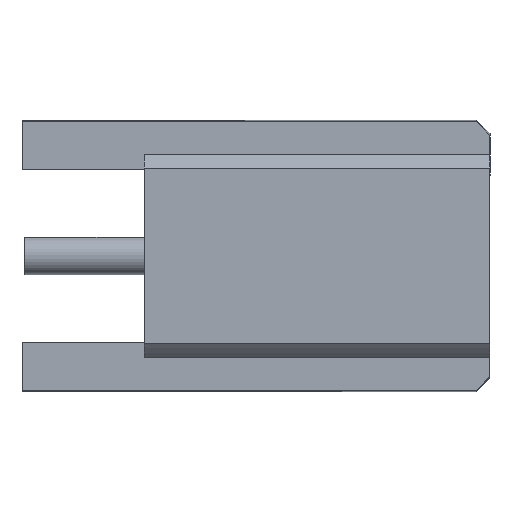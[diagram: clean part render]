
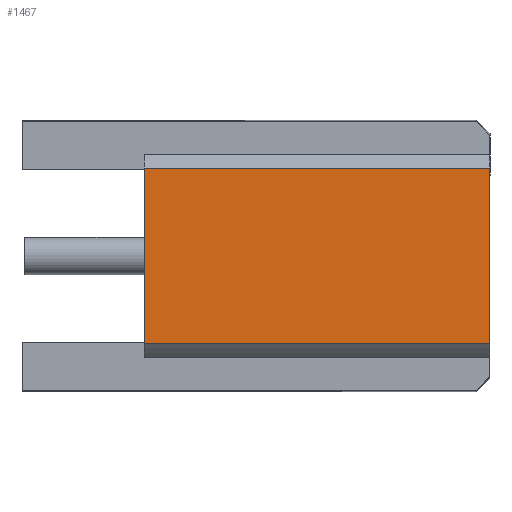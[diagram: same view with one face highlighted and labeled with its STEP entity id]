
A CAD part, top view. The second image highlights one B-rep face of the part: STEP entity #1467.
In plain terms, the highlighted planar face has unit normal (0, 0, 1).
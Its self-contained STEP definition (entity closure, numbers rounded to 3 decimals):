
#85 = EDGE_CURVE ( 'NONE', #2056, #2053, #2134, .T. ) ;
#92 = AXIS2_PLACEMENT_3D ( 'NONE', #956, #951, #950 ) ;
#206 = EDGE_CURVE ( 'NONE', #2053, #2168, #2152, .T. ) ;
#239 = EDGE_CURVE ( 'NONE', #2168, #1648, #2145, .T. ) ;
#301 = EDGE_CURVE ( 'NONE', #1648, #2056, #441, .T. ) ;
#427 = VECTOR ( 'NONE', #1075, 1000. ) ;
#441 = LINE ( 'NONE', #1067, #427 ) ;
#515 = FACE_OUTER_BOUND ( 'NONE', #1809, .T. ) ;
#743 = CARTESIAN_POINT ( 'NONE',  ( -38.791, 46.713, -6.795 ) ) ;
#759 = CARTESIAN_POINT ( 'NONE',  ( -38.791, 44.125, -6.795 ) ) ;
#778 = CARTESIAN_POINT ( 'NONE',  ( -33.691, 46.713, -6.795 ) ) ;
#789 = CARTESIAN_POINT ( 'NONE',  ( -33.691, 44.125, -6.795 ) ) ;
#950 = DIRECTION ( 'NONE',  ( 0., 1., 0. ) ) ;
#951 = DIRECTION ( 'NONE',  ( 0., 0., -1. ) ) ;
#953 = PLANE ( 'NONE',  #92 ) ;
#956 = CARTESIAN_POINT ( 'NONE',  ( -44.691, 46.919, -6.795 ) ) ;
#1067 = CARTESIAN_POINT ( 'NONE',  ( -44.691, 46.713, -6.795 ) ) ;
#1075 = DIRECTION ( 'NONE',  ( 1., 0., 0. ) ) ;
#1154 = DIRECTION ( 'NONE',  ( 0., 1., 0. ) ) ;
#1176 = CARTESIAN_POINT ( 'NONE',  ( -38.791, 46.919, -6.795 ) ) ;
#1374 = DIRECTION ( 'NONE',  ( -1., 0., 0. ) ) ;
#1420 = DIRECTION ( 'NONE',  ( 0., -1., 0. ) ) ;
#1426 = CARTESIAN_POINT ( 'NONE',  ( -33.691, 46.919, -6.795 ) ) ;
#1456 = CARTESIAN_POINT ( 'NONE',  ( -44.691, 44.125, -6.795 ) ) ;
#1467 = ADVANCED_FACE ( 'NONE', ( #515 ), #953, .F. ) ;
#1628 = VECTOR ( 'NONE', #1420, 1000. ) ;
#1648 = VERTEX_POINT ( 'NONE', #743 ) ;
#1724 = VECTOR ( 'NONE', #1374, 1000. ) ;
#1809 = EDGE_LOOP ( 'NONE', ( #1878, #2193, #2082, #2194 ) ) ;
#1878 = ORIENTED_EDGE ( 'NONE', *, *, #85, .F. ) ;
#2053 = VERTEX_POINT ( 'NONE', #789 ) ;
#2056 = VERTEX_POINT ( 'NONE', #778 ) ;
#2082 = ORIENTED_EDGE ( 'NONE', *, *, #239, .F. ) ;
#2134 = LINE ( 'NONE', #1426, #1628 ) ;
#2140 = VECTOR ( 'NONE', #1154, 1000. ) ;
#2145 = LINE ( 'NONE', #1176, #2140 ) ;
#2152 = LINE ( 'NONE', #1456, #1724 ) ;
#2168 = VERTEX_POINT ( 'NONE', #759 ) ;
#2193 = ORIENTED_EDGE ( 'NONE', *, *, #301, .F. ) ;
#2194 = ORIENTED_EDGE ( 'NONE', *, *, #206, .F. ) ;
